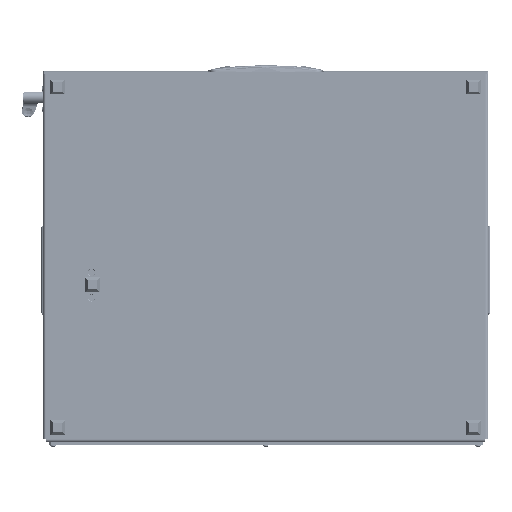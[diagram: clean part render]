
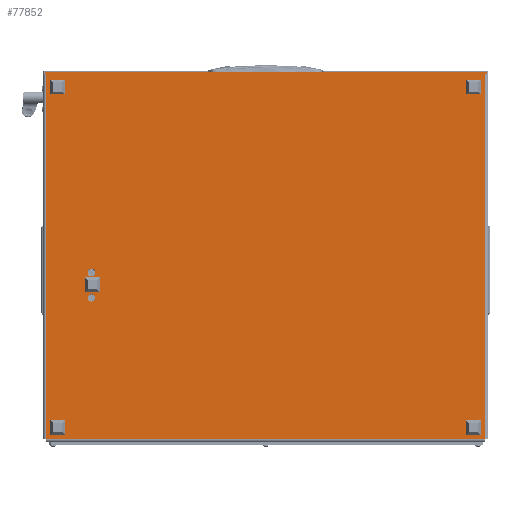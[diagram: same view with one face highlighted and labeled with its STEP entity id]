
A CAD part, front view. The second image highlights one B-rep face of the part: STEP entity #77852.
In plain terms, the highlighted face is planar.
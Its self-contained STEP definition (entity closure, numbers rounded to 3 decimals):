
#121 = FACE_BOUND ( 'NONE', #71978, .T. ) ;
#439 = EDGE_LOOP ( 'NONE', ( #3693, #67810, #88454, #105146, #74542, #14096, #113146, #69304 ) ) ;
#1568 = CARTESIAN_POINT ( 'NONE',  ( 0., 0., 0. ) ) ;
#2316 = CARTESIAN_POINT ( 'NONE',  ( 0., 608., 0. ) ) ;
#3693 = ORIENTED_EDGE ( 'NONE', *, *, #79517, .F. ) ;
#3737 = LINE ( 'NONE', #102033, #119889 ) ;
#4024 = DIRECTION ( 'NONE',  ( -1., 0., 0. ) ) ;
#5296 = DIRECTION ( 'NONE',  ( 0., 0., -1. ) ) ;
#6022 = CARTESIAN_POINT ( 'NONE',  ( -2., -2., 0. ) ) ;
#9793 = PLANE ( 'NONE',  #121321 ) ;
#9957 = EDGE_LOOP ( 'NONE', ( #29927, #31407 ) ) ;
#12783 = VERTEX_POINT ( 'NONE', #73211 ) ;
#14005 = DIRECTION ( 'NONE',  ( 0., 1., 0. ) ) ;
#14096 = ORIENTED_EDGE ( 'NONE', *, *, #84787, .F. ) ;
#15367 = DIRECTION ( 'NONE',  ( 0., 0., -1. ) ) ;
#16116 = CIRCLE ( 'NONE', #106374, 5.2 ) ;
#18298 = EDGE_CURVE ( 'NONE', #50702, #82725, #98753, .T. ) ;
#21216 = VERTEX_POINT ( 'NONE', #29141 ) ;
#24180 = VECTOR ( 'NONE', #91616, 1000. ) ;
#24403 = CARTESIAN_POINT ( 'NONE',  ( 310., 545., 0. ) ) ;
#24476 = CARTESIAN_POINT ( 'NONE',  ( 0., -2., 0. ) ) ;
#26192 = DIRECTION ( 'NONE',  ( 0., 0., -1. ) ) ;
#26393 = VECTOR ( 'NONE', #59197, 1000. ) ;
#27808 = FACE_BOUND ( 'NONE', #9957, .T. ) ;
#28435 = DIRECTION ( 'NONE',  ( -1., 0., 0. ) ) ;
#28647 = VECTOR ( 'NONE', #61142, 1000. ) ;
#29141 = CARTESIAN_POINT ( 'NONE',  ( 0., 610., 0. ) ) ;
#29927 = ORIENTED_EDGE ( 'NONE', *, *, #18298, .F. ) ;
#31086 = EDGE_CURVE ( 'NONE', #107693, #112225, #31609, .T. ) ;
#31407 = ORIENTED_EDGE ( 'NONE', *, *, #34438, .F. ) ;
#31609 = LINE ( 'NONE', #70773, #28647 ) ;
#34175 = VECTOR ( 'NONE', #54485, 1000. ) ;
#34199 = CIRCLE ( 'NONE', #114183, 5.2 ) ;
#34438 = EDGE_CURVE ( 'NONE', #82725, #50702, #34199, .T. ) ;
#34807 = CARTESIAN_POINT ( 'NONE',  ( 0., 610., 0. ) ) ;
#36272 = CARTESIAN_POINT ( 'NONE',  ( 304.8, 545., 0. ) ) ;
#36568 = DIRECTION ( 'NONE',  ( -1., 0., 0. ) ) ;
#38494 = DIRECTION ( 'NONE',  ( 0., 1., 0. ) ) ;
#39311 = DIRECTION ( 'NONE',  ( 0., 0., -1. ) ) ;
#42007 = CARTESIAN_POINT ( 'NONE',  ( 506., 608., 0. ) ) ;
#45104 = VECTOR ( 'NONE', #63615, 1000. ) ;
#45548 = CARTESIAN_POINT ( 'NONE',  ( 269.8, 545., 0. ) ) ;
#48391 = AXIS2_PLACEMENT_3D ( 'NONE', #100648, #60771, #81919 ) ;
#49084 = EDGE_CURVE ( 'NONE', #123904, #59504, #91444, .T. ) ;
#50174 = CARTESIAN_POINT ( 'NONE',  ( 0., 608., 0. ) ) ;
#50702 = VERTEX_POINT ( 'NONE', #36272 ) ;
#54485 = DIRECTION ( 'NONE',  ( 0., 1., 0. ) ) ;
#54613 = LINE ( 'NONE', #24476, #45104 ) ;
#57985 = VERTEX_POINT ( 'NONE', #6022 ) ;
#58083 = ORIENTED_EDGE ( 'NONE', *, *, #67582, .F. ) ;
#59197 = DIRECTION ( 'NONE',  ( 0., -1., 0. ) ) ;
#59504 = VERTEX_POINT ( 'NONE', #45548 ) ;
#60480 = CARTESIAN_POINT ( 'NONE',  ( 506., 608., 0. ) ) ;
#60771 = DIRECTION ( 'NONE',  ( 0., 0., -1. ) ) ;
#61142 = DIRECTION ( 'NONE',  ( 1., 0., 0. ) ) ;
#63434 = DIRECTION ( 'NONE',  ( -1., 0., 0. ) ) ;
#63615 = DIRECTION ( 'NONE',  ( -1., 0., 0. ) ) ;
#64713 = CARTESIAN_POINT ( 'NONE',  ( 310., 545., 0. ) ) ;
#67582 = EDGE_CURVE ( 'NONE', #59504, #123904, #16116, .T. ) ;
#67810 = ORIENTED_EDGE ( 'NONE', *, *, #126821, .T. ) ;
#69304 = ORIENTED_EDGE ( 'NONE', *, *, #31086, .F. ) ;
#70773 = CARTESIAN_POINT ( 'NONE',  ( 0., 0., 0. ) ) ;
#71978 = EDGE_LOOP ( 'NONE', ( #58083, #92909 ) ) ;
#72032 = LINE ( 'NONE', #34807, #92297 ) ;
#73211 = CARTESIAN_POINT ( 'NONE',  ( 0., -2., 0. ) ) ;
#74542 = ORIENTED_EDGE ( 'NONE', *, *, #85933, .F. ) ;
#76053 = EDGE_CURVE ( 'NONE', #84679, #21216, #72032, .T. ) ;
#77535 = VERTEX_POINT ( 'NONE', #42007 ) ;
#77852 = ADVANCED_FACE ( 'NONE', ( #121, #27808, #88120 ), #9793, .T. ) ;
#78127 = AXIS2_PLACEMENT_3D ( 'NONE', #64713, #26192, #63434 ) ;
#79517 = EDGE_CURVE ( 'NONE', #12783, #107693, #3737, .T. ) ;
#80844 = CARTESIAN_POINT ( 'NONE',  ( 506., 0., 0. ) ) ;
#81444 = CARTESIAN_POINT ( 'NONE',  ( -2., -4., 0. ) ) ;
#81919 = DIRECTION ( 'NONE',  ( -1., 0., 0. ) ) ;
#82725 = VERTEX_POINT ( 'NONE', #108535 ) ;
#82752 = EDGE_CURVE ( 'NONE', #57985, #84679, #120670, .T. ) ;
#83929 = EDGE_CURVE ( 'NONE', #77535, #112225, #108090, .T. ) ;
#84051 = CARTESIAN_POINT ( 'NONE',  ( -2., 610., 0. ) ) ;
#84679 = VERTEX_POINT ( 'NONE', #84051 ) ;
#84787 = EDGE_CURVE ( 'NONE', #77535, #109632, #111526, .T. ) ;
#85933 = EDGE_CURVE ( 'NONE', #109632, #21216, #116250, .T. ) ;
#88120 = FACE_OUTER_BOUND ( 'NONE', #439, .T. ) ;
#88454 = ORIENTED_EDGE ( 'NONE', *, *, #82752, .T. ) ;
#91444 = CIRCLE ( 'NONE', #48391, 5.2 ) ;
#91616 = DIRECTION ( 'NONE',  ( -1., 0., 0. ) ) ;
#92055 = CARTESIAN_POINT ( 'NONE',  ( 275., 545., 0. ) ) ;
#92297 = VECTOR ( 'NONE', #103543, 1000. ) ;
#92909 = ORIENTED_EDGE ( 'NONE', *, *, #49084, .F. ) ;
#97600 = CARTESIAN_POINT ( 'NONE',  ( 0., -4., 0. ) ) ;
#98753 = CIRCLE ( 'NONE', #78127, 5.2 ) ;
#99695 = CARTESIAN_POINT ( 'NONE',  ( 280.2, 545., 0. ) ) ;
#100648 = CARTESIAN_POINT ( 'NONE',  ( 275., 545., 0. ) ) ;
#102033 = CARTESIAN_POINT ( 'NONE',  ( 0., -4., 0. ) ) ;
#103543 = DIRECTION ( 'NONE',  ( 1., 0., 0. ) ) ;
#105146 = ORIENTED_EDGE ( 'NONE', *, *, #76053, .T. ) ;
#105872 = VECTOR ( 'NONE', #38494, 1000. ) ;
#106374 = AXIS2_PLACEMENT_3D ( 'NONE', #92055, #5296, #4024 ) ;
#107693 = VERTEX_POINT ( 'NONE', #1568 ) ;
#108090 = LINE ( 'NONE', #60480, #26393 ) ;
#108535 = CARTESIAN_POINT ( 'NONE',  ( 315.2, 545., 0. ) ) ;
#109632 = VERTEX_POINT ( 'NONE', #118399 ) ;
#111526 = LINE ( 'NONE', #2316, #24180 ) ;
#112225 = VERTEX_POINT ( 'NONE', #80844 ) ;
#113146 = ORIENTED_EDGE ( 'NONE', *, *, #83929, .T. ) ;
#114183 = AXIS2_PLACEMENT_3D ( 'NONE', #24403, #15367, #36568 ) ;
#116250 = LINE ( 'NONE', #97600, #105872 ) ;
#118399 = CARTESIAN_POINT ( 'NONE',  ( 0., 608., 0. ) ) ;
#119889 = VECTOR ( 'NONE', #14005, 1000. ) ;
#120670 = LINE ( 'NONE', #81444, #34175 ) ;
#121321 = AXIS2_PLACEMENT_3D ( 'NONE', #50174, #39311, #28435 ) ;
#123904 = VERTEX_POINT ( 'NONE', #99695 ) ;
#126821 = EDGE_CURVE ( 'NONE', #12783, #57985, #54613, .T. ) ;
